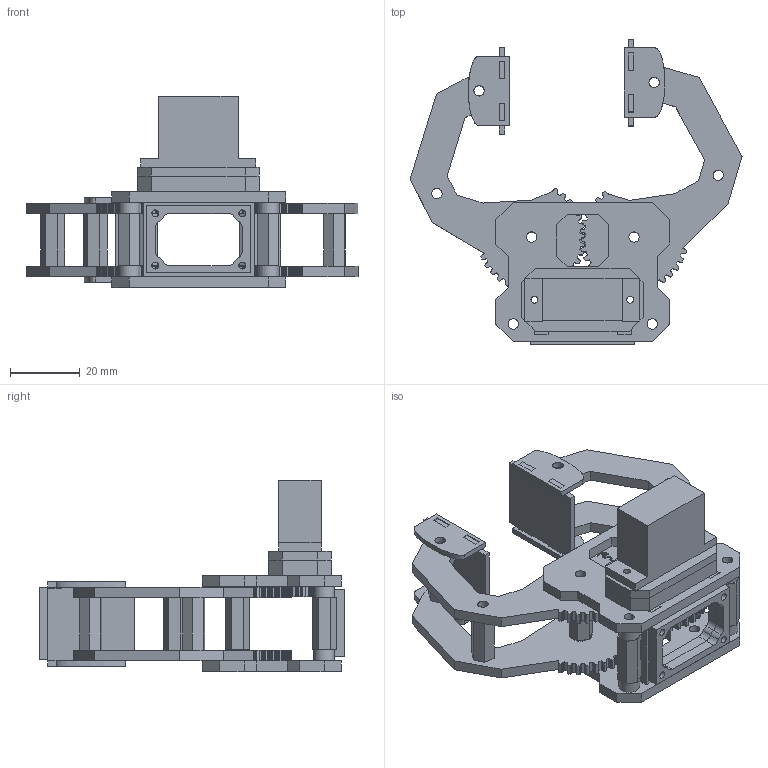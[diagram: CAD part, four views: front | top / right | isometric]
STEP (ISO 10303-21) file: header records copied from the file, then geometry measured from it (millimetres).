
FILE_DESCRIPTION(/* description */ (''),/* implementation_level */ '2;1');
FILE_NAME(/* name */ 'Gripper-Assembly.stp',/* time_stamp */ '2017-02-03T14:46:38-06:00',/* author */ ('ks_pc'),/* organization */ (''),/* preprocessor_version */ 'ST-DEVELOPER v16.1',/* originating_system */ 'Autodesk Inventor 2016',/* authorisation */ '');
FILE_SCHEMA (('AUTOMOTIVE_DESIGN { 1 0 10303 214 3 1 1 }'));
Length unit declared in the file: millimetre
Products named in the file (15): 9GSpacer; BackPlate; BackPlateSpacer; BottomPlate; FingerTip; FingerTip-Plate; Gear; LeftFinger; RightFinger; TopPlate; Fitec-9g; 3.2mmSpacer; 15mmStandoff; 9GSpacer-3.2mm; GripperASM
Assembly tree (34 placements, depth 2):
  GripperASM
    9GSpacer
    BackPlate
    BackPlateSpacer
    BottomPlate
    FingerTip  x2
    FingerTip-Plate  x4
    Gear
    LeftFinger  x2
    RightFinger  x2
    TopPlate
    Fitec-9g
    3.2mmSpacer  x8
    15mmStandoff  x8
    9GSpacer-3.2mm
Bounding box: 95.5 x 87.97 x 55.2 mm (x, y, z)
Volume: 41845.3 mm3; surface area: 38966 mm2
Topology: 34 solids, 34 shells, 2758 faces, 8801 edges, 6830 vertices
Faces by surface type: plane 2654, cylinder 100, bspline 4
Full cylindrical faces by diameter (mm): 2 x16, 3 x38, 4.7 x1, 5 x1, 6 x8, 6.55 x4
Entity records: 62434 total; most frequent: CARTESIAN_POINT 12466, ORIENTED_EDGE 10170, DIRECTION 9560, LINE 5650, VECTOR 5650, EDGE_CURVE 5085, VERTEX_POINT 3415, AXIS2_PLACEMENT_3D 1955
